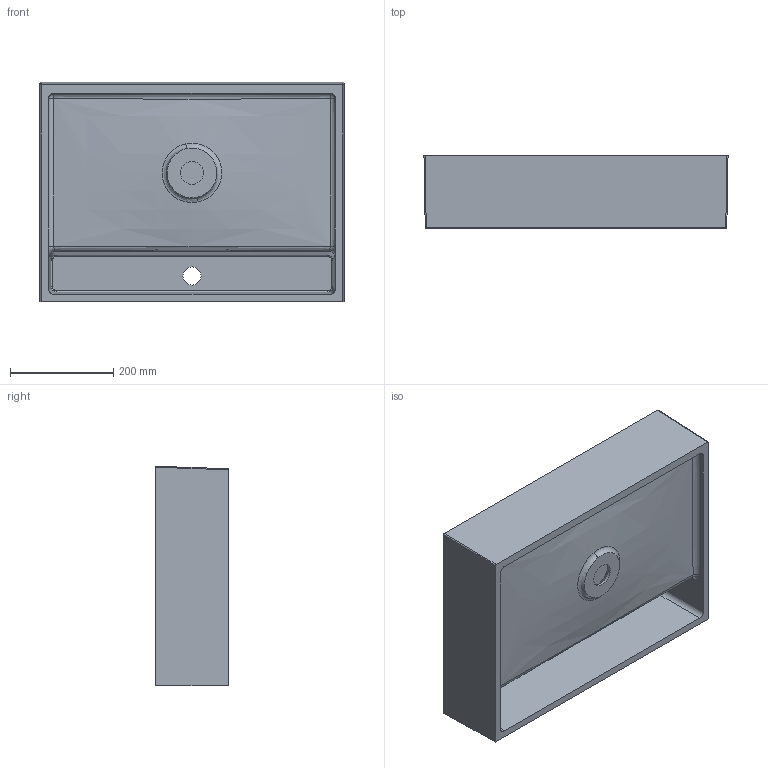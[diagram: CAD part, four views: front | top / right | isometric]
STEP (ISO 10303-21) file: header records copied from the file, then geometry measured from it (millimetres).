
FILE_DESCRIPTION (( 'STEP AP214' ), '1' );
FILE_NAME ('mares 600 êðûøêà.STEP', '2021-01-12T08:58:31', ( '' ), ( '' ), 'SwSTEP 2.0', 'SolidWorks 2020', '' );
FILE_SCHEMA (( 'AUTOMOTIVE_DESIGN' ));
Length unit declared in the file: millimetre
Products named in the file (1): mares 600  牮赅
Bounding box: 590 x 140 x 426 mm (x, y, z)
Volume: 10512391.8 mm3; surface area: 1443443.5 mm2
Topology: 2 solids, 2 shells, 159 faces, 364 edges, 207 vertices
Faces by surface type: cylinder 54, bspline 48, plane 34, sphere 15, torus 6, cone 2
Entity records: 9403 total; most frequent: CARTESIAN_POINT 6191, ORIENTED_EDGE 712, DIRECTION 608, EDGE_CURVE 356, AXIS2_PLACEMENT_3D 242, VERTEX_POINT 205, EDGE_LOOP 167, ADVANCED_FACE 159
